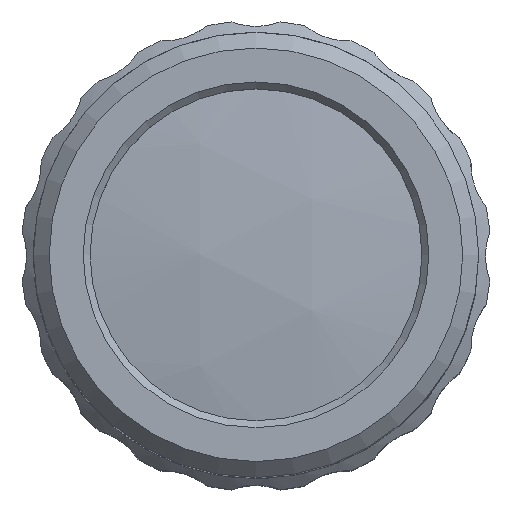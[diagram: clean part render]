
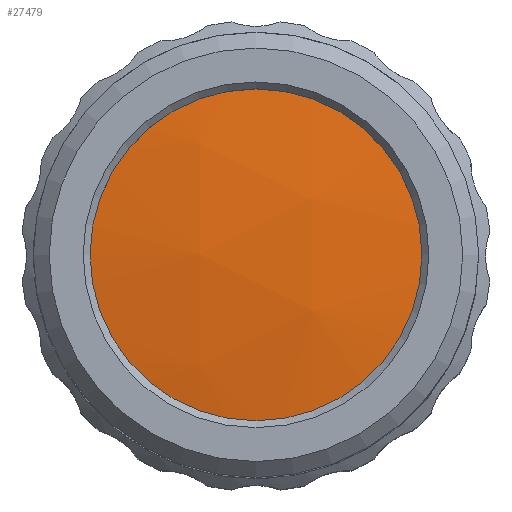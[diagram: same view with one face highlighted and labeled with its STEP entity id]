
A CAD part, top view. The second image highlights one B-rep face of the part: STEP entity #27479.
In plain terms, the highlighted spherical face has radius 77.596 mm.
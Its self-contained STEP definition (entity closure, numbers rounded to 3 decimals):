
#10213 = DIRECTION ( 'NONE',  ( 0., 0., 1. ) ) ;
#12068 = CARTESIAN_POINT ( 'NONE',  ( 0., 0., 1.404 ) ) ;
#12683 = CIRCLE ( 'NONE', #18768, 12. ) ;
#14674 = FACE_OUTER_BOUND ( 'NONE', #25567, .T. ) ;
#15586 = CARTESIAN_POINT ( 'NONE',  ( 0., 0., 78.067 ) ) ;
#16668 = ORIENTED_EDGE ( 'NONE', *, *, #18256, .T. ) ;
#16926 = DIRECTION ( 'NONE',  ( 0., -1., 0. ) ) ;
#18256 = EDGE_CURVE ( 'NONE', #23546, #23546, #12683, .T. ) ;
#18768 = AXIS2_PLACEMENT_3D ( 'NONE', #15586, #10213, #31496 ) ;
#23546 = VERTEX_POINT ( 'NONE', #23889 ) ;
#23889 = CARTESIAN_POINT ( 'NONE',  ( 12., 0., 78.067 ) ) ;
#24939 = AXIS2_PLACEMENT_3D ( 'NONE', #12068, #30074, #16926 ) ;
#25567 = EDGE_LOOP ( 'NONE', ( #16668 ) ) ;
#27479 = ADVANCED_FACE ( 'NONE', ( #14674 ), #33012, .T. ) ;
#30074 = DIRECTION ( 'NONE',  ( 1., 0., 0. ) ) ;
#31496 = DIRECTION ( 'NONE',  ( 1., 0., 0. ) ) ;
#33012 = SPHERICAL_SURFACE ( 'NONE', #24939, 77.596 ) ;
